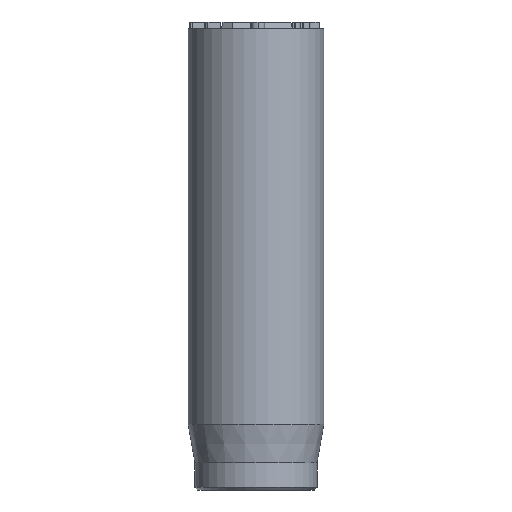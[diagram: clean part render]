
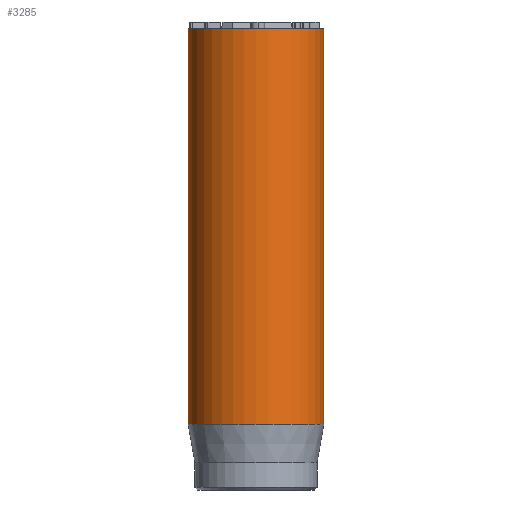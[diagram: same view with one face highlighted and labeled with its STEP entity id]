
A CAD part, front view. The second image highlights one B-rep face of the part: STEP entity #3285.
In plain terms, the highlighted cylindrical face has radius 2.5 mm (diameter 5 mm), a full revolution.
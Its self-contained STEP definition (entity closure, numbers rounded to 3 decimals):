
#32=CYLINDRICAL_SURFACE('',#3452,2.5);
#46=CIRCLE('',#3423,2.5);
#62=CIRCLE('',#3450,2.5);
#63=CIRCLE('',#3451,2.5);
#314=FACE_OUTER_BOUND('',#505,.T.);
#505=EDGE_LOOP('',(#2920,#2921,#2922,#2923,#2924));
#756=LINE('',#6150,#1015);
#1015=VECTOR('',#3878,2.5);
#1517=VERTEX_POINT('',#6093);
#1533=VERTEX_POINT('',#6144);
#1534=VERTEX_POINT('',#6145);
#1977=EDGE_CURVE('',#1517,#1517,#46,.T.);
#2001=EDGE_CURVE('',#1533,#1534,#62,.T.);
#2002=EDGE_CURVE('',#1534,#1533,#63,.T.);
#2004=EDGE_CURVE('',#1517,#1533,#756,.T.);
#2920=ORIENTED_EDGE('',*,*,#1977,.T.);
#2921=ORIENTED_EDGE('',*,*,#2004,.T.);
#2922=ORIENTED_EDGE('',*,*,#2001,.T.);
#2923=ORIENTED_EDGE('',*,*,#2002,.T.);
#2924=ORIENTED_EDGE('',*,*,#2004,.F.);
#3285=ADVANCED_FACE('',(#314),#32,.T.);
#3423=AXIS2_PLACEMENT_3D('',#6094,#3809,#3810);
#3450=AXIS2_PLACEMENT_3D('',#6146,#3871,#3872);
#3451=AXIS2_PLACEMENT_3D('',#6147,#3873,#3874);
#3452=AXIS2_PLACEMENT_3D('',#6149,#3876,#3877);
#3809=DIRECTION('center_axis',(0.,0.,-1.));
#3810=DIRECTION('ref_axis',(-1.,0.,0.));
#3871=DIRECTION('center_axis',(0.,0.,1.));
#3872=DIRECTION('ref_axis',(-1.,0.,0.));
#3873=DIRECTION('center_axis',(0.,0.,1.));
#3874=DIRECTION('ref_axis',(-1.,0.,0.));
#3876=DIRECTION('center_axis',(0.,0.,1.));
#3877=DIRECTION('ref_axis',(-1.,0.,0.));
#3878=DIRECTION('',(0.,0.,-1.));
#6093=CARTESIAN_POINT('',(2.5,0.,17.));
#6094=CARTESIAN_POINT('Origin',(0.,0.,17.));
#6144=CARTESIAN_POINT('',(2.5,0.,2.418));
#6145=CARTESIAN_POINT('',(-2.5,0.,2.418));
#6146=CARTESIAN_POINT('Origin',(0.,0.,2.418));
#6147=CARTESIAN_POINT('Origin',(0.,0.,2.418));
#6149=CARTESIAN_POINT('Origin',(0.,0.,0.));
#6150=CARTESIAN_POINT('',(2.5,0.,0.));
